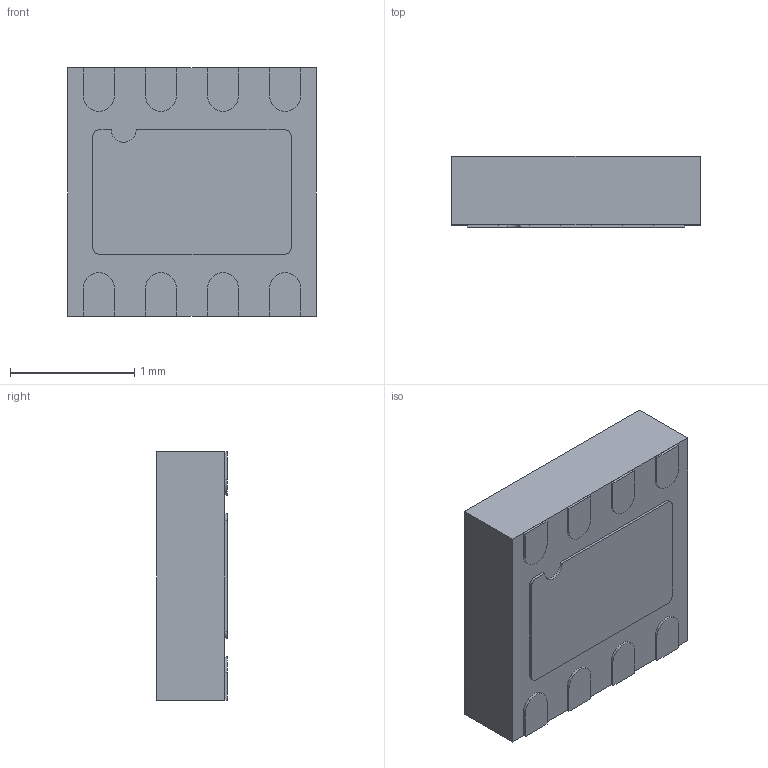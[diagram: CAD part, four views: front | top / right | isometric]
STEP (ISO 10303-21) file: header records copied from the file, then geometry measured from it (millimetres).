
FILE_DESCRIPTION (( 'STEP AP214' ), '1' );
FILE_NAME ('8-LFCSP_UD_2x2_0.5_TE.step', '2020-10-19T11:51:58+00:00', 'Stefan Hamminga', '', '', '', '');
FILE_SCHEMA (( 'AUTOMOTIVE_DESIGN' ));
Length unit declared in the file: millimetre
Products named in the file (1): 8-LFCSP_UD_2x2_0.5_TE
Bounding box: 2 x 0.57 x 2 mm (x, y, z)
Volume: 2.2 mm3; surface area: 17.1 mm2
Topology: 10 solids, 10 shells, 72 faces, 157 edges, 106 vertices
Faces by surface type: plane 54, cylinder 18
Entity records: 2095 total; most frequent: DIRECTION 339, CARTESIAN_POINT 336, ORIENTED_EDGE 314, EDGE_CURVE 157, LINE 121, VECTOR 121, AXIS2_PLACEMENT_3D 109, VERTEX_POINT 106
